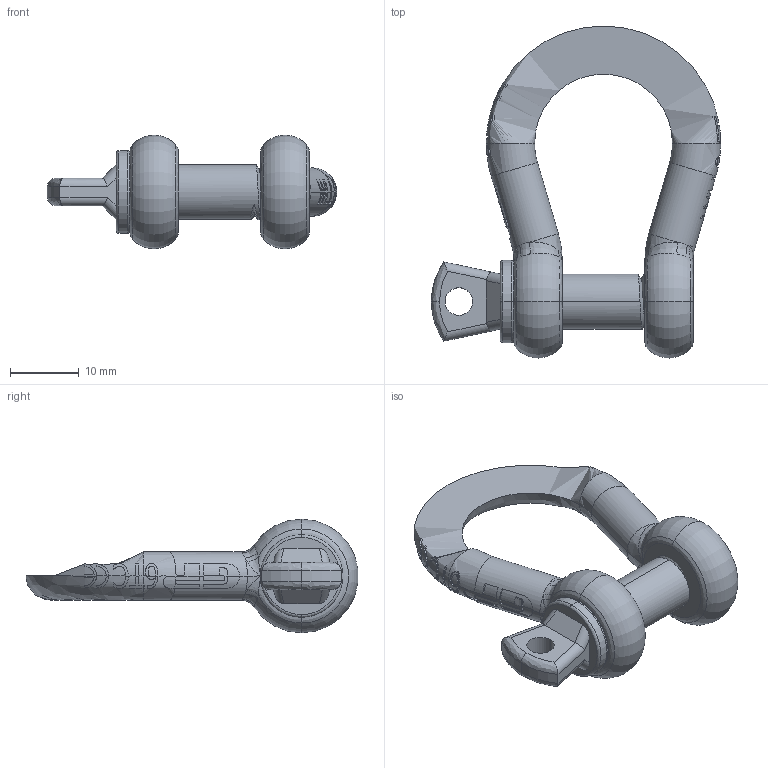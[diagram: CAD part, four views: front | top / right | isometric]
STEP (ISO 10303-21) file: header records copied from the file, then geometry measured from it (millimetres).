
FILE_DESCRIPTION(('STEP AP214'),'1');
FILE_NAME('gpghbb06.stp','2017-03-31T06:04:23',('TraceParts'),('TraceParts S.A.'),'Spatial InterOp 3D',' ',' ');
FILE_SCHEMA(('automotive_design'));
Length unit declared in the file: millimetre
Products named in the file (2): gpghbb06_1; gpghbb06_2
Bounding box: 42 x 48.19 x 16.5 mm (x, y, z)
Volume: 6596.2 mm3; surface area: 4459.2 mm2
Topology: 2 solids, 2 shells, 356 faces, 1001 edges, 629 vertices
Faces by surface type: bspline 166, plane 99, cylinder 79, torus 8, cone 4
Entity records: 20150 total; most frequent: CARTESIAN_POINT 12626, ORIENTED_EDGE 1956, DIRECTION 1019, EDGE_CURVE 978, VERTEX_POINT 629, B_SPLINE_CURVE_WITH_KNOTS 402, EDGE_LOOP 365, AXIS2_PLACEMENT_3D 358
